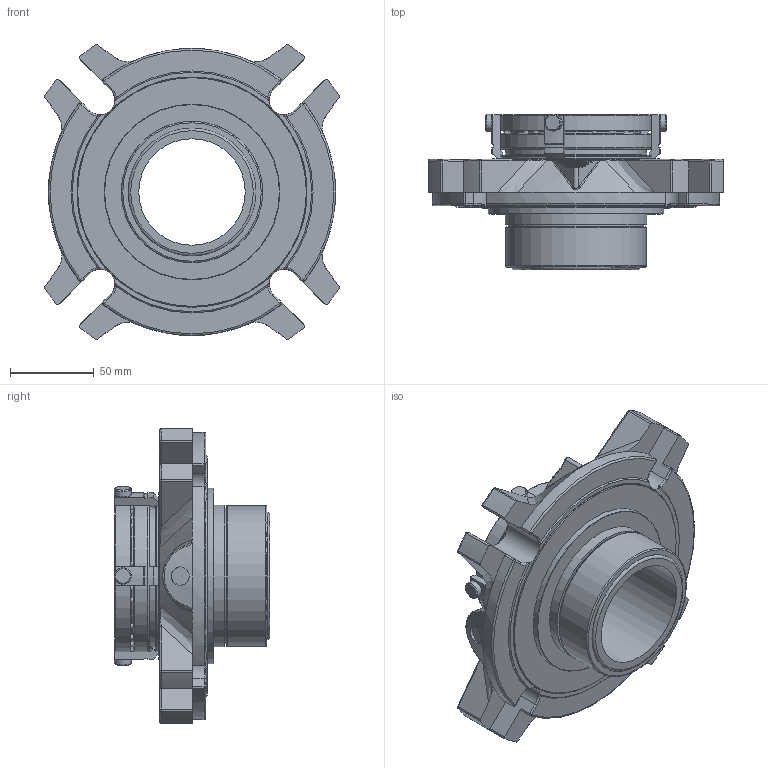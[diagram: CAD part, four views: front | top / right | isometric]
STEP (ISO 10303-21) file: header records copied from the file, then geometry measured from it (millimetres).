
FILE_DESCRIPTION(/* description */ ('Unknown'),/* implementation_level */ '2;1');
FILE_NAME(/* name */ '2.500 CDPN A+',/* time_stamp */ '2023-04-18T11:20:16-04:00',/* author */ ('Unknown'),/* organization */ ('Unknown'),/* preprocessor_version */ 'ST-DEVELOPER v18.102',/* originating_system */ 'Solid Edge',/* authorisation */ 'Unknown');
FILE_SCHEMA (('AUTOMOTIVE_DESIGN {1 0 10303 214 3 1 1}'));
Length unit declared in the file: millimetre
Products named in the file (1): 3055927-2.500 CDPN A+
Bounding box: 176.08 x 92.63 x 176.08 mm (x, y, z)
Volume: 722779.3 mm3; surface area: 109690.5 mm2
Topology: 1 solids, 1 shells, 617 faces, 1612 edges, 985 vertices
Faces by surface type: cylinder 231, plane 151, torus 98, bspline 61, sphere 40, cone 36
Full cylindrical faces by diameter (mm): 2.87 x17, 3.175 x2, 3.31 x1, 10 x4, 10.998 x3, 63.5 x1, 76.175 x1, 78.181 x1, 81.051 x1, 84.023 x1, 84.125 x1, 84.455 x1, 88.392 x1, 89.916 x1, 90.322 x1, 104.775 x1, 136.525 x1, 137.16 x1
Entity records: 19324 total; most frequent: CARTESIAN_POINT 5157, DIRECTION 3009, ORIENTED_EDGE 2874, EDGE_CURVE 1437, AXIS2_PLACEMENT_3D 1255, VERTEX_POINT 921, EDGE_LOOP 764, FACE_BOUND 764
